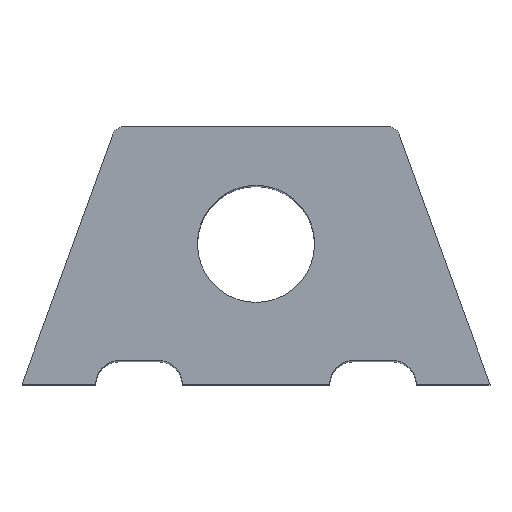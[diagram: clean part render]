
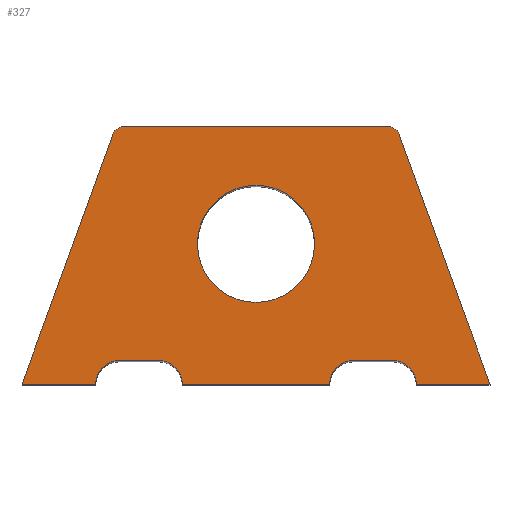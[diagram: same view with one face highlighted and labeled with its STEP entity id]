
A CAD part, top view. The second image highlights one B-rep face of the part: STEP entity #327.
In plain terms, the highlighted planar face has unit normal (0, 0, 1).
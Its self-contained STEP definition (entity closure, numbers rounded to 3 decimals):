
#16=FACE_BOUND('',#62,.T.);
#26=PLANE('',#378);
#43=FACE_OUTER_BOUND('',#61,.T.);
#61=EDGE_LOOP('',(#289,#290,#291,#292,#293,#294,#295,#296,#297,#298,#299,
#300,#301,#302));
#62=EDGE_LOOP('',(#303));
#74=LINE('',#518,#105);
#76=LINE('',#522,#107);
#79=LINE('',#530,#110);
#82=LINE('',#538,#113);
#85=LINE('',#546,#116);
#88=LINE('',#554,#119);
#90=LINE('',#558,#121);
#93=LINE('',#565,#124);
#105=VECTOR('',#418,10.);
#107=VECTOR('',#422,10.);
#110=VECTOR('',#431,10.);
#113=VECTOR('',#440,10.);
#116=VECTOR('',#449,10.);
#119=VECTOR('',#458,10.);
#121=VECTOR('',#462,10.);
#124=VECTOR('',#471,10.);
#126=CIRCLE('',#350,3.975);
#133=CIRCLE('',#359,0.79);
#134=CIRCLE('',#363,1.6);
#135=CIRCLE('',#366,1.6);
#136=CIRCLE('',#369,1.6);
#137=CIRCLE('',#372,1.6);
#138=CIRCLE('',#376,0.79);
#140=VERTEX_POINT('',#478);
#155=VERTEX_POINT('',#511);
#156=VERTEX_POINT('',#513);
#157=VERTEX_POINT('',#517);
#158=VERTEX_POINT('',#521);
#159=VERTEX_POINT('',#525);
#160=VERTEX_POINT('',#529);
#161=VERTEX_POINT('',#533);
#162=VERTEX_POINT('',#537);
#163=VERTEX_POINT('',#541);
#164=VERTEX_POINT('',#545);
#165=VERTEX_POINT('',#549);
#166=VERTEX_POINT('',#553);
#167=VERTEX_POINT('',#557);
#168=VERTEX_POINT('',#561);
#171=EDGE_CURVE('',#140,#140,#126,.T.);
#187=EDGE_CURVE('',#156,#155,#133,.T.);
#189=EDGE_CURVE('',#157,#156,#74,.T.);
#191=EDGE_CURVE('',#158,#157,#76,.T.);
#193=EDGE_CURVE('',#159,#158,#134,.T.);
#195=EDGE_CURVE('',#160,#159,#79,.T.);
#197=EDGE_CURVE('',#161,#160,#135,.T.);
#199=EDGE_CURVE('',#162,#161,#82,.T.);
#201=EDGE_CURVE('',#163,#162,#136,.T.);
#203=EDGE_CURVE('',#164,#163,#85,.T.);
#205=EDGE_CURVE('',#165,#164,#137,.T.);
#207=EDGE_CURVE('',#166,#165,#88,.T.);
#209=EDGE_CURVE('',#167,#166,#90,.T.);
#211=EDGE_CURVE('',#168,#167,#138,.T.);
#213=EDGE_CURVE('',#155,#168,#93,.T.);
#289=ORIENTED_EDGE('',*,*,#213,.T.);
#290=ORIENTED_EDGE('',*,*,#211,.T.);
#291=ORIENTED_EDGE('',*,*,#209,.T.);
#292=ORIENTED_EDGE('',*,*,#207,.T.);
#293=ORIENTED_EDGE('',*,*,#205,.T.);
#294=ORIENTED_EDGE('',*,*,#203,.T.);
#295=ORIENTED_EDGE('',*,*,#201,.T.);
#296=ORIENTED_EDGE('',*,*,#199,.T.);
#297=ORIENTED_EDGE('',*,*,#197,.T.);
#298=ORIENTED_EDGE('',*,*,#195,.T.);
#299=ORIENTED_EDGE('',*,*,#193,.T.);
#300=ORIENTED_EDGE('',*,*,#191,.T.);
#301=ORIENTED_EDGE('',*,*,#189,.T.);
#302=ORIENTED_EDGE('',*,*,#187,.T.);
#303=ORIENTED_EDGE('',*,*,#171,.T.);
#327=ADVANCED_FACE('',(#43,#16),#26,.T.);
#350=AXIS2_PLACEMENT_3D('',#480,#386,#387);
#359=AXIS2_PLACEMENT_3D('',#514,#413,#414);
#363=AXIS2_PLACEMENT_3D('',#526,#426,#427);
#366=AXIS2_PLACEMENT_3D('',#534,#435,#436);
#369=AXIS2_PLACEMENT_3D('',#542,#444,#445);
#372=AXIS2_PLACEMENT_3D('',#550,#453,#454);
#376=AXIS2_PLACEMENT_3D('',#562,#466,#467);
#378=AXIS2_PLACEMENT_3D('',#566,#472,#473);
#386=DIRECTION('center_axis',(0.,0.,-1.));
#387=DIRECTION('ref_axis',(-1.,0.,0.));
#413=DIRECTION('center_axis',(0.,0.,1.));
#414=DIRECTION('ref_axis',(0.94,0.342,0.));
#418=DIRECTION('',(-0.342,0.94,0.));
#422=DIRECTION('',(1.,0.,0.));
#426=DIRECTION('center_axis',(0.,0.,-1.));
#427=DIRECTION('ref_axis',(-1.,0.,0.));
#431=DIRECTION('',(1.,0.,0.));
#435=DIRECTION('center_axis',(0.,0.,-1.));
#436=DIRECTION('ref_axis',(0.,-1.,0.));
#440=DIRECTION('',(1.,0.,0.));
#444=DIRECTION('center_axis',(0.,0.,-1.));
#445=DIRECTION('ref_axis',(-1.,0.,0.));
#449=DIRECTION('',(1.,0.,0.));
#453=DIRECTION('center_axis',(0.,0.,-1.));
#454=DIRECTION('ref_axis',(0.,-1.,0.));
#458=DIRECTION('',(1.,0.,0.));
#462=DIRECTION('',(-0.342,-0.94,0.));
#466=DIRECTION('center_axis',(0.,0.,1.));
#467=DIRECTION('ref_axis',(0.,1.,0.));
#471=DIRECTION('',(-1.,0.,0.));
#472=DIRECTION('center_axis',(0.,0.,1.));
#473=DIRECTION('ref_axis',(1.,0.,0.));
#478=CARTESIAN_POINT('',(3.975,7.083,25.4));
#480=CARTESIAN_POINT('Origin',(0.,7.083,25.4));
#511=CARTESIAN_POINT('',(8.967,15.043,25.4));
#513=CARTESIAN_POINT('',(9.709,14.524,25.4));
#514=CARTESIAN_POINT('Origin',(8.967,14.253,25.4));
#517=CARTESIAN_POINT('',(15.882,-2.437,25.4));
#518=CARTESIAN_POINT('',(15.882,-2.437,25.4));
#521=CARTESIAN_POINT('',(10.882,-2.437,25.4));
#522=CARTESIAN_POINT('',(10.882,-2.437,25.4));
#525=CARTESIAN_POINT('',(9.282,-0.837,25.4));
#526=CARTESIAN_POINT('Origin',(9.282,-2.437,25.4));
#529=CARTESIAN_POINT('',(6.6,-0.837,25.4));
#530=CARTESIAN_POINT('',(6.6,-0.837,25.4));
#533=CARTESIAN_POINT('',(5.,-2.437,25.4));
#534=CARTESIAN_POINT('Origin',(6.6,-2.437,25.4));
#537=CARTESIAN_POINT('',(-5.,-2.437,25.4));
#538=CARTESIAN_POINT('',(-5.,-2.437,25.4));
#541=CARTESIAN_POINT('',(-6.6,-0.837,25.4));
#542=CARTESIAN_POINT('Origin',(-6.6,-2.437,25.4));
#545=CARTESIAN_POINT('',(-9.282,-0.837,25.4));
#546=CARTESIAN_POINT('',(-9.282,-0.837,25.4));
#549=CARTESIAN_POINT('',(-10.882,-2.437,25.4));
#550=CARTESIAN_POINT('Origin',(-9.282,-2.437,25.4));
#553=CARTESIAN_POINT('',(-15.882,-2.437,25.4));
#554=CARTESIAN_POINT('',(-15.882,-2.437,25.4));
#557=CARTESIAN_POINT('',(-9.709,14.524,25.4));
#558=CARTESIAN_POINT('',(-9.709,14.524,25.4));
#561=CARTESIAN_POINT('',(-8.967,15.043,25.4));
#562=CARTESIAN_POINT('Origin',(-8.967,14.253,25.4));
#565=CARTESIAN_POINT('',(8.967,15.043,25.4));
#566=CARTESIAN_POINT('Origin',(0.,5.041,25.4));
